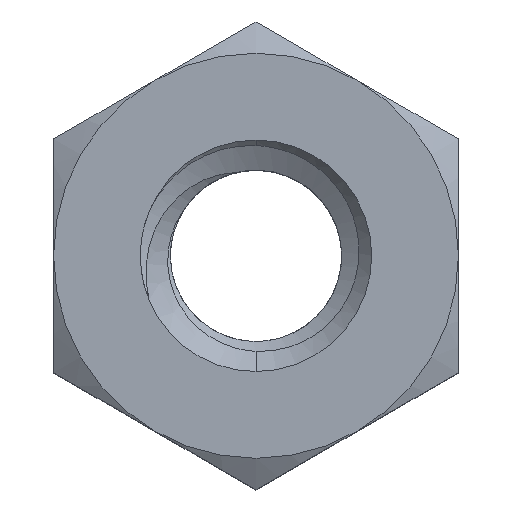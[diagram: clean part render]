
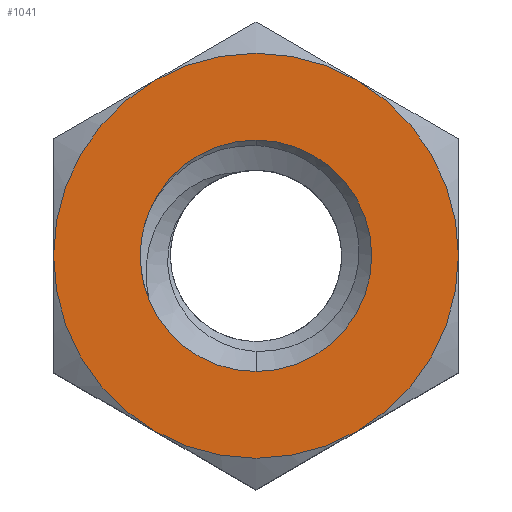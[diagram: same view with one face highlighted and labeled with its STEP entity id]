
A CAD part, top view. The second image highlights one B-rep face of the part: STEP entity #1041.
In plain terms, the highlighted planar face has unit normal (0, 0, 1).
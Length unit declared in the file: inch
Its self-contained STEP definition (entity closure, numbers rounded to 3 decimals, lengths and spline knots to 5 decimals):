
#1 = CIRCLE ( 'NONE', #117, 0.125 ) ;
#13 = CIRCLE ( 'NONE', #120, 0.21875 ) ;
#69 = DIRECTION ( 'NONE',  ( 1., 0., 0. ) ) ;
#70 = DIRECTION ( 'NONE',  ( 0., 0., 1. ) ) ;
#71 = CARTESIAN_POINT ( 'NONE',  ( 0., 0., 0.13281 ) ) ;
#114 = AXIS2_PLACEMENT_3D ( 'NONE', #2253, #2251, #2250 ) ;
#115 = AXIS2_PLACEMENT_3D ( 'NONE', #71, #70, #69 ) ;
#116 = AXIS2_PLACEMENT_3D ( 'NONE', #944, #943, #941 ) ;
#117 = AXIS2_PLACEMENT_3D ( 'NONE', #144, #145, #143 ) ;
#120 = AXIS2_PLACEMENT_3D ( 'NONE', #1508, #1507, #1506 ) ;
#143 = DIRECTION ( 'NONE',  ( 1., 0., 0. ) ) ;
#144 = CARTESIAN_POINT ( 'NONE',  ( 0., 0., 0.13281 ) ) ;
#145 = DIRECTION ( 'NONE',  ( 0., 0., 1. ) ) ;
#163 = VERTEX_POINT ( 'NONE', #1684 ) ;
#167 = VERTEX_POINT ( 'NONE', #1690 ) ;
#169 = VERTEX_POINT ( 'NONE', #1687 ) ;
#174 = VERTEX_POINT ( 'NONE', #1669 ) ;
#181 = VERTEX_POINT ( 'NONE', #1663 ) ;
#216 = VERTEX_POINT ( 'NONE', #1718 ) ;
#220 = VERTEX_POINT ( 'NONE', #1716 ) ;
#221 = VERTEX_POINT ( 'NONE', #1714 ) ;
#232 = VERTEX_POINT ( 'NONE', #1710 ) ;
#233 = VERTEX_POINT ( 'NONE', #1713 ) ;
#234 = VERTEX_POINT ( 'NONE', #1719 ) ;
#312 = DIRECTION ( 'NONE',  ( 1., 0., 0. ) ) ;
#456 = CARTESIAN_POINT ( 'NONE',  ( -0.21875, 0.1263, 0.13281 ) ) ;
#470 = PLANE ( 'NONE',  #2073 ) ;
#471 = DIRECTION ( 'NONE',  ( 0., 0., 1. ) ) ;
#534 = DIRECTION ( 'NONE',  ( 0., 0., 1. ) ) ;
#611 = DIRECTION ( 'NONE',  ( 1., 0., 0. ) ) ;
#612 = DIRECTION ( 'NONE',  ( 0., 0., 1. ) ) ;
#613 = CARTESIAN_POINT ( 'NONE',  ( 0., 0., 0.13281 ) ) ;
#614 = CARTESIAN_POINT ( 'NONE',  ( 0., 0., 0.13281 ) ) ;
#615 = CARTESIAN_POINT ( 'NONE',  ( 0., 0., 0.13281 ) ) ;
#616 = DIRECTION ( 'NONE',  ( 1., 0., 0. ) ) ;
#623 = DIRECTION ( 'NONE',  ( 0., 0., 1. ) ) ;
#625 = DIRECTION ( 'NONE',  ( 1., 0., 0. ) ) ;
#922 = ORIENTED_EDGE ( 'NONE', *, *, #2134, .T. ) ;
#923 = ORIENTED_EDGE ( 'NONE', *, *, #2161, .T. ) ;
#924 = ORIENTED_EDGE ( 'NONE', *, *, #2135, .T. ) ;
#925 = ORIENTED_EDGE ( 'NONE', *, *, #2172, .F. ) ;
#926 = ORIENTED_EDGE ( 'NONE', *, *, #2182, .F. ) ;
#927 = ORIENTED_EDGE ( 'NONE', *, *, #2175, .T. ) ;
#928 = ORIENTED_EDGE ( 'NONE', *, *, #2198, .T. ) ;
#941 = DIRECTION ( 'NONE',  ( 1., 0., 0. ) ) ;
#943 = DIRECTION ( 'NONE',  ( 0., 0., 1. ) ) ;
#944 = CARTESIAN_POINT ( 'NONE',  ( 0., 0., 0.13281 ) ) ;
#1041 = ADVANCED_FACE ( 'NONE', ( #1829, #1834 ), #470, .T. ) ;
#1055 = CARTESIAN_POINT ( 'NONE',  ( 0., 0., 0.13281 ) ) ;
#1092 = DIRECTION ( 'NONE',  ( 1., 0., 0. ) ) ;
#1095 = DIRECTION ( 'NONE',  ( 0., 0., 1. ) ) ;
#1141 = DIRECTION ( 'NONE',  ( 1., 0., 0. ) ) ;
#1142 = DIRECTION ( 'NONE',  ( 0., 0., 1. ) ) ;
#1146 = CARTESIAN_POINT ( 'NONE',  ( 0., 0., 0.13281 ) ) ;
#1506 = DIRECTION ( 'NONE',  ( 1., 0., 0. ) ) ;
#1507 = DIRECTION ( 'NONE',  ( 0., 0., 1. ) ) ;
#1508 = CARTESIAN_POINT ( 'NONE',  ( 0., 0., 0.13281 ) ) ;
#1584 = EDGE_LOOP ( 'NONE', ( #1626, #1628, #1629, #926, #925 ) ) ;
#1588 = EDGE_LOOP ( 'NONE', ( #923, #924, #928, #927, #922, #2211 ) ) ;
#1626 = ORIENTED_EDGE ( 'NONE', *, *, #2156, .F. ) ;
#1628 = ORIENTED_EDGE ( 'NONE', *, *, #2184, .F. ) ;
#1629 = ORIENTED_EDGE ( 'NONE', *, *, #2146, .F. ) ;
#1663 = CARTESIAN_POINT ( 'NONE',  ( -0.10937, -0.18944, 0.13281 ) ) ;
#1669 = CARTESIAN_POINT ( 'NONE',  ( 0., -0.125, 0.13281 ) ) ;
#1684 = CARTESIAN_POINT ( 'NONE',  ( -0.125, 0., 0.13281 ) ) ;
#1687 = CARTESIAN_POINT ( 'NONE',  ( 0., 0.125, 0.13281 ) ) ;
#1690 = CARTESIAN_POINT ( 'NONE',  ( -0.11548, 0.04784, 0.13281 ) ) ;
#1710 = CARTESIAN_POINT ( 'NONE',  ( 0.21875, 0., 0.13281 ) ) ;
#1713 = CARTESIAN_POINT ( 'NONE',  ( -0.11548, -0.04784, 0.13281 ) ) ;
#1714 = CARTESIAN_POINT ( 'NONE',  ( -0.21875, 0., 0.13281 ) ) ;
#1716 = CARTESIAN_POINT ( 'NONE',  ( 0.10938, 0.18944, 0.13281 ) ) ;
#1718 = CARTESIAN_POINT ( 'NONE',  ( -0.10938, 0.18944, 0.13281 ) ) ;
#1719 = CARTESIAN_POINT ( 'NONE',  ( 0.10937, -0.18944, 0.13281 ) ) ;
#1829 = FACE_BOUND ( 'NONE', #1584, .T. ) ;
#1834 = FACE_OUTER_BOUND ( 'NONE', #1588, .T. ) ;
#1835 = CIRCLE ( 'NONE', #116, 0.125 ) ;
#2073 = AXIS2_PLACEMENT_3D ( 'NONE', #456, #471, #312 ) ;
#2133 = EDGE_CURVE ( 'NONE', #181, #234, #2334, .T. ) ;
#2134 = EDGE_CURVE ( 'NONE', #221, #181, #2335, .T. ) ;
#2135 = EDGE_CURVE ( 'NONE', #232, #220, #2336, .T. ) ;
#2146 = EDGE_CURVE ( 'NONE', #174, #169, #2344, .T. ) ;
#2150 = AXIS2_PLACEMENT_3D ( 'NONE', #1055, #1095, #1092 ) ;
#2152 = AXIS2_PLACEMENT_3D ( 'NONE', #614, #534, #625 ) ;
#2153 = AXIS2_PLACEMENT_3D ( 'NONE', #615, #623, #611 ) ;
#2154 = AXIS2_PLACEMENT_3D ( 'NONE', #613, #612, #616 ) ;
#2156 = EDGE_CURVE ( 'NONE', #167, #163, #2350, .T. ) ;
#2161 = EDGE_CURVE ( 'NONE', #234, #232, #2354, .T. ) ;
#2172 = EDGE_CURVE ( 'NONE', #163, #233, #2361, .T. ) ;
#2175 = EDGE_CURVE ( 'NONE', #216, #221, #2362, .T. ) ;
#2176 = AXIS2_PLACEMENT_3D ( 'NONE', #1146, #1142, #1141 ) ;
#2177 = AXIS2_PLACEMENT_3D ( 'NONE', #2307, #2306, #2305 ) ;
#2182 = EDGE_CURVE ( 'NONE', #233, #174, #1835, .T. ) ;
#2184 = EDGE_CURVE ( 'NONE', #169, #167, #1, .T. ) ;
#2198 = EDGE_CURVE ( 'NONE', #220, #216, #13, .T. ) ;
#2211 = ORIENTED_EDGE ( 'NONE', *, *, #2133, .T. ) ;
#2250 = DIRECTION ( 'NONE',  ( 1., 0., 0. ) ) ;
#2251 = DIRECTION ( 'NONE',  ( 0., 0., 1. ) ) ;
#2253 = CARTESIAN_POINT ( 'NONE',  ( 0., 0., 0.13281 ) ) ;
#2305 = DIRECTION ( 'NONE',  ( 1., 0., 0. ) ) ;
#2306 = DIRECTION ( 'NONE',  ( 0., 0., 1. ) ) ;
#2307 = CARTESIAN_POINT ( 'NONE',  ( 0., 0., 0.13281 ) ) ;
#2334 = CIRCLE ( 'NONE', #2153, 0.21875 ) ;
#2335 = CIRCLE ( 'NONE', #2154, 0.21875 ) ;
#2336 = CIRCLE ( 'NONE', #2152, 0.21875 ) ;
#2344 = CIRCLE ( 'NONE', #2150, 0.125 ) ;
#2350 = CIRCLE ( 'NONE', #2176, 0.125 ) ;
#2354 = CIRCLE ( 'NONE', #2177, 0.21875 ) ;
#2361 = CIRCLE ( 'NONE', #114, 0.125 ) ;
#2362 = CIRCLE ( 'NONE', #115, 0.21875 ) ;
